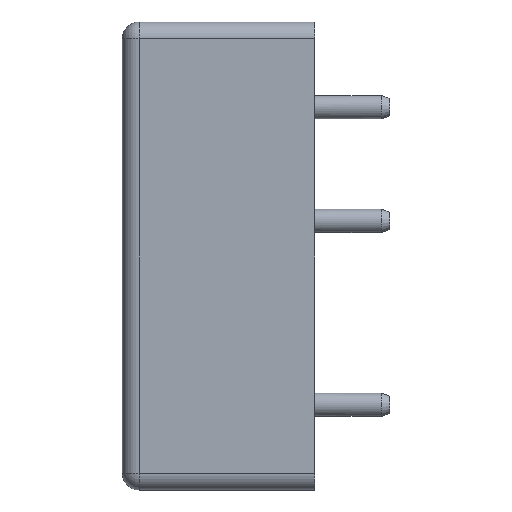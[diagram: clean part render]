
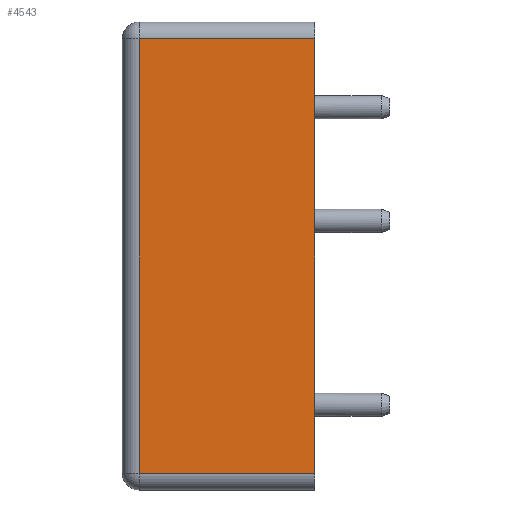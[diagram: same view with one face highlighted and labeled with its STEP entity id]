
A CAD part, left-side view. The second image highlights one B-rep face of the part: STEP entity #4543.
In plain terms, the highlighted planar face has unit normal (-1, 0, 0).
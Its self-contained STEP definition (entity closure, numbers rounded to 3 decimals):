
#173 = VECTOR ( 'NONE', #5711, 1000. ) ;
#334 = ORIENTED_EDGE ( 'NONE', *, *, #1310, .T. ) ;
#560 = CARTESIAN_POINT ( 'NONE',  ( -14., 10.5, -13. ) ) ;
#695 = DIRECTION ( 'NONE',  ( 0., 1., 0. ) ) ;
#752 = VECTOR ( 'NONE', #2557, 1000. ) ;
#785 = ORIENTED_EDGE ( 'NONE', *, *, #1607, .T. ) ;
#837 = LINE ( 'NONE', #4186, #4862 ) ;
#1310 = EDGE_CURVE ( 'NONE', #4607, #2268, #5740, .T. ) ;
#1422 = EDGE_LOOP ( 'NONE', ( #334, #3826, #785, #2258 ) ) ;
#1458 = CARTESIAN_POINT ( 'NONE',  ( -14., 10.5, 13. ) ) ;
#1583 = LINE ( 'NONE', #4434, #4389 ) ;
#1607 = EDGE_CURVE ( 'NONE', #4876, #1948, #837, .T. ) ;
#1869 = FACE_OUTER_BOUND ( 'NONE', #1422, .T. ) ;
#1948 = VERTEX_POINT ( 'NONE', #5888 ) ;
#2029 = CARTESIAN_POINT ( 'NONE',  ( -14., 11.5, -13. ) ) ;
#2258 = ORIENTED_EDGE ( 'NONE', *, *, #5028, .T. ) ;
#2268 = VERTEX_POINT ( 'NONE', #560 ) ;
#2557 = DIRECTION ( 'NONE',  ( 0., -1., 0. ) ) ;
#3030 = DIRECTION ( 'NONE',  ( 1., 0., 0. ) ) ;
#3479 = AXIS2_PLACEMENT_3D ( 'NONE', #6109, #3030, #6625 ) ;
#3826 = ORIENTED_EDGE ( 'NONE', *, *, #6169, .T. ) ;
#4057 = PLANE ( 'NONE',  #3479 ) ;
#4186 = CARTESIAN_POINT ( 'NONE',  ( -14., 0., -14. ) ) ;
#4389 = VECTOR ( 'NONE', #695, 1000. ) ;
#4434 = CARTESIAN_POINT ( 'NONE',  ( -14., 11.5, 13. ) ) ;
#4543 = ADVANCED_FACE ( 'NONE', ( #1869 ), #4057, .F. ) ;
#4607 = VERTEX_POINT ( 'NONE', #1458 ) ;
#4759 = LINE ( 'NONE', #2029, #752 ) ;
#4862 = VECTOR ( 'NONE', #5206, 1000. ) ;
#4876 = VERTEX_POINT ( 'NONE', #5236 ) ;
#5028 = EDGE_CURVE ( 'NONE', #1948, #4607, #1583, .T. ) ;
#5206 = DIRECTION ( 'NONE',  ( 0., 0., 1. ) ) ;
#5207 = CARTESIAN_POINT ( 'NONE',  ( -14., 10.5, -14. ) ) ;
#5236 = CARTESIAN_POINT ( 'NONE',  ( -14., 0., -13. ) ) ;
#5711 = DIRECTION ( 'NONE',  ( 0., 0., -1. ) ) ;
#5740 = LINE ( 'NONE', #5207, #173 ) ;
#5888 = CARTESIAN_POINT ( 'NONE',  ( -14., 0., 13. ) ) ;
#6109 = CARTESIAN_POINT ( 'NONE',  ( -14., 11.5, -14. ) ) ;
#6169 = EDGE_CURVE ( 'NONE', #2268, #4876, #4759, .T. ) ;
#6625 = DIRECTION ( 'NONE',  ( 0., 0., -1. ) ) ;
